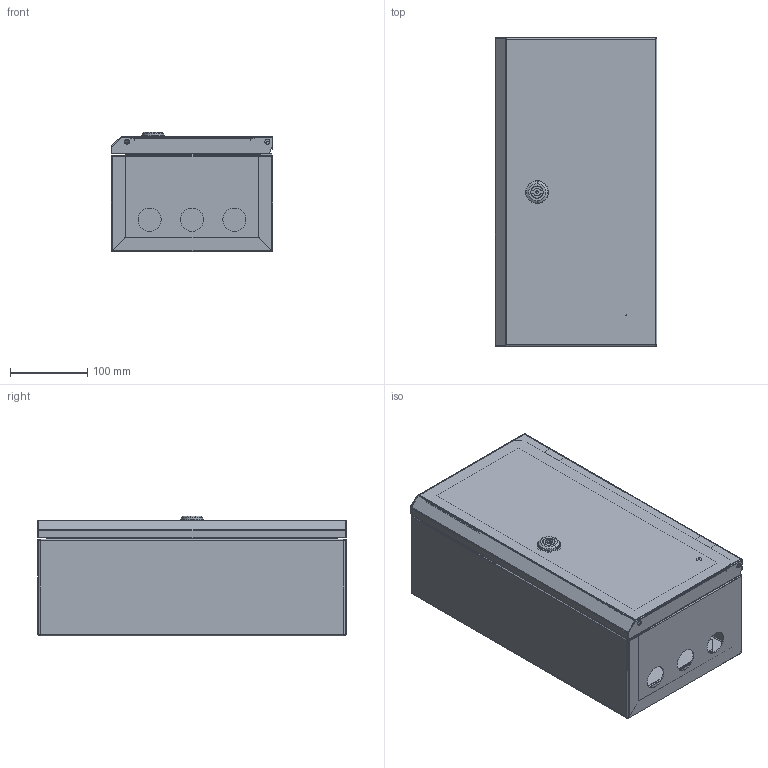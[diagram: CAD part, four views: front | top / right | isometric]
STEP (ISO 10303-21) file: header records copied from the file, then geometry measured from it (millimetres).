
FILE_DESCRIPTION (( 'STEP AP203' ), '1' );
FILE_NAME ('椗眅- 40.21.15 IP54 EKF PROxima.STEP', '2021-07-13T08:34:16', ( '' ), ( '' ), 'SwSTEP 2.0', 'SolidWorks 2021', '' );
FILE_SCHEMA (( 'CONFIG_CONTROL_DESIGN' ));
Length unit declared in the file: millimetre
Products named in the file (18): hex flange nut_din_Hexagon Flange Nut DIN 6923 - M6 - N; ÓÊ íà äâåðü ÌÈ-1802; Ñòåíêà íèæíÿÿ ÌÈ-551.01.00.002; Ïåòëÿ íà äâåðü ï-îáðàçíàÿ; ﾄ粢 ﾌﾈ-1802.02.00.001; Øïèëüêà îáìåäíåííàÿ Ì6õ20; Ñòåíêà çàäíÿÿ â ñáîðå ÌÈ-1802.01.01.000 ÑÁ; 椗眅- 40.21.15 IP54 EKF PROxima; ÌÈ-1802.00.00.001 Ïàíåëü ìîíòàæíàÿ; Çàìîê áîëüøîé; Íàâåñêà íà êîðïóñ ïîä êëåïêó; Ñòåíêà çàäíÿÿ ÌÈ-1802.01.01.001; Øïèëüêà Ì6õ12; Îñü ïåòëè 4õ52_‚¨­â A.M4x0,5x40 ƒŽ‘’ 11644-75; Äâåðü â ñáîðå ÌÈ-1802.02.00.000 ÑÁ; Ñòåíêà âåðõíÿÿ ÌÈ-551.01.00.001; rivet 02_din_DIN 660-5x8-St-A-2; Êîðïóñ â ñáîðå ÌÈ-1802.01.00.000
Assembly tree (29 placements, depth 4):
  椗眅- 40.21.15 IP54 EKF PROxima
    Êîðïóñ â ñáîðå ÌÈ-1802.01.00.000
      Ñòåíêà çàäíÿÿ â ñáîðå ÌÈ-1802.01.01.000 ÑÁ
        Ñòåíêà çàäíÿÿ ÌÈ-1802.01.01.001
        Øïèëüêà îáìåäíåííàÿ Ì6õ20  x2
        Øïèëüêà Ì6õ12
      Ñòåíêà âåðõíÿÿ ÌÈ-551.01.00.001
      Ñòåíêà íèæíÿÿ ÌÈ-551.01.00.002
    Äâåðü â ñáîðå ÌÈ-1802.02.00.000 ÑÁ
      ﾄ粢 ﾌﾈ-1802.02.00.001
      Çàìîê áîëüøîé  x2
      ÓÊ íà äâåðü ÌÈ-1802
      Øïèëüêà Ì6õ12
      Ïåòëÿ íà äâåðü ï-îáðàçíàÿ  x2
    ÌÈ-1802.00.00.001 Ïàíåëü ìîíòàæíàÿ
    Íàâåñêà íà êîðïóñ ïîä êëåïêó  x2
    hex flange nut_din_Hexagon Flange Nut DIN 6923 - M6 - N  x4
    Îñü ïåòëè 4õ52_‚¨­â A.M4x0,5x40 ƒŽ‘’ 11644-75  x2
    rivet 02_din_DIN 660-5x8-St-A-2  x4
Bounding box: 210 x 400 x 155.3 mm (x, y, z)
Volume: 598786.8 mm3; surface area: 1010840.6 mm2
Topology: 26 solids, 36 shells, 967 faces, 2189 edges, 1316 vertices
Faces by surface type: plane 522, cylinder 299, cone 60, bspline 50, torus 36
Entity records: 20770 total; most frequent: CARTESIAN_POINT 4461, DIRECTION 2957, ORIENTED_EDGE 2832, EDGE_CURVE 1416, AXIS2_PLACEMENT_3D 1033, VECTOR 891, LINE 891, VERTEX_POINT 847
